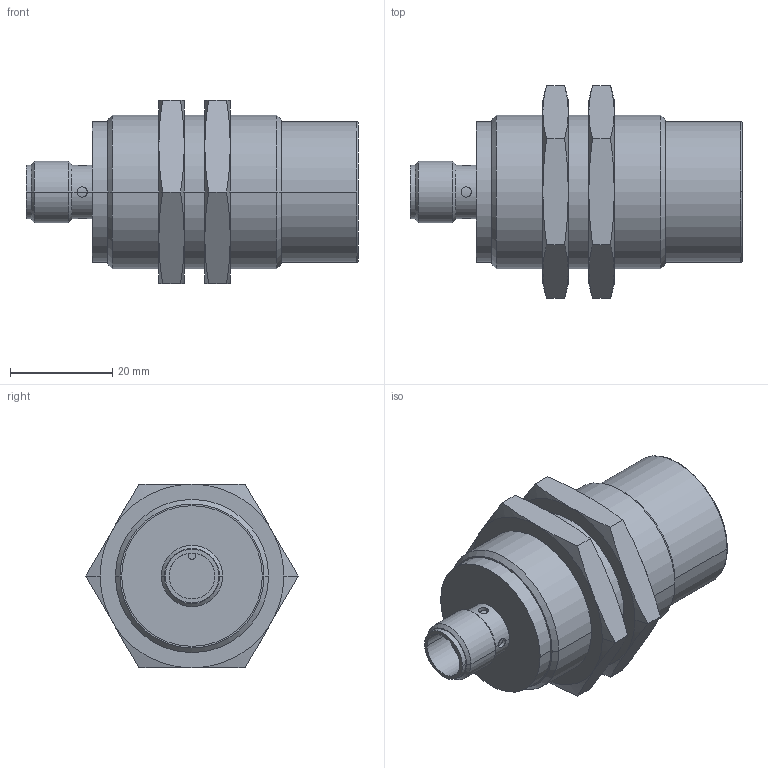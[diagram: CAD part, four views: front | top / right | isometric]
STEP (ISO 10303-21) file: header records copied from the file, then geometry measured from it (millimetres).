
FILE_DESCRIPTION (( 'STEP AP214' ), '1' );
FILE_NAME ('GI854S.STEP', '2025-02-21T11:47:02', ( '' ), ( '' ), 'SwSTEP 2.0', 'SolidWorks 2024', '' );
FILE_SCHEMA (( 'AUTOMOTIVE_DESIGN' ));
Length unit declared in the file: millimetre
Products named in the file (1): GI854S
Bounding box: 65 x 41.57 x 36 mm (x, y, z)
Volume: 40305 mm3; surface area: 10571 mm2
Topology: 3 solids, 3 shells, 110 faces, 236 edges, 140 vertices
Faces by surface type: cone 48, cylinder 33, plane 27, torus 2
Entity records: 3463 total; most frequent: CARTESIAN_POINT 1147, DIRECTION 484, ORIENTED_EDGE 472, EDGE_CURVE 236, AXIS2_PLACEMENT_3D 205, VERTEX_POINT 140, EDGE_LOOP 122, ADVANCED_FACE 110
